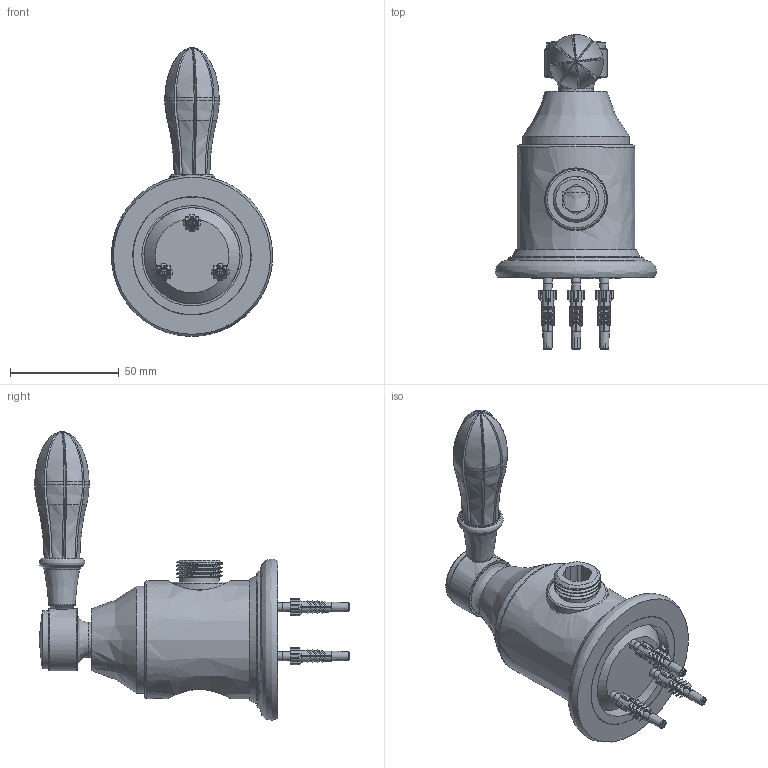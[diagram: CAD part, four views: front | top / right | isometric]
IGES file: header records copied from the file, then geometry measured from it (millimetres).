
Global section: file name: V241-TGB; native system: Autodesk Inventor 2018; preprocessor: unknown; author: gwilkes; date: 20190709.083206; units: millimetre
Bounding box: 73.96 x 144.29 x 132.48 mm (x, y, z)
Volume: 188855.3 mm3; surface area: 85810.7 mm2
Topology: 36 solids, 36 shells, 1785 faces, 5173 edges, 3462 vertices
Faces by surface type: bspline 1785
